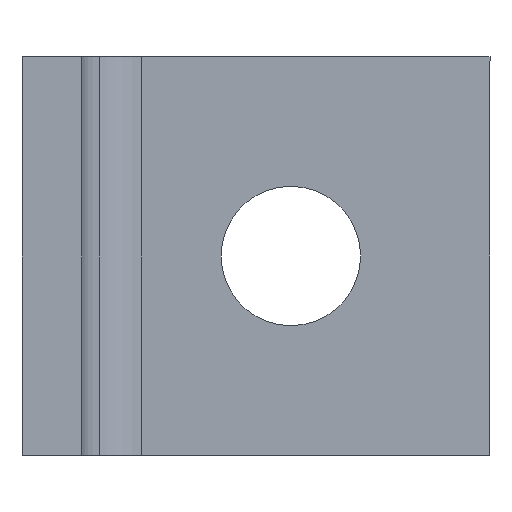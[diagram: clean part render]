
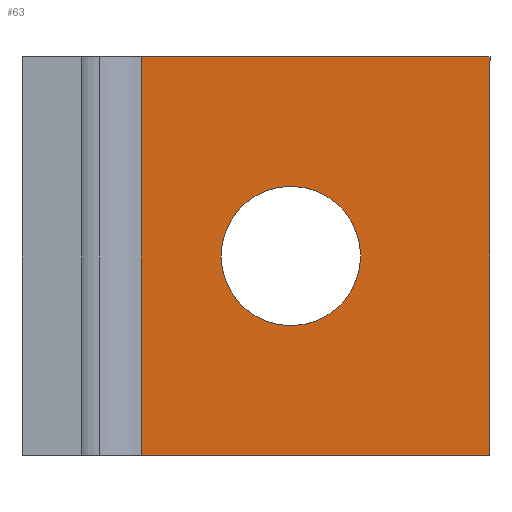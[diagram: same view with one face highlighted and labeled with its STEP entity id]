
A CAD part, front view. The second image highlights one B-rep face of the part: STEP entity #63.
In plain terms, the highlighted planar face has unit normal (0, -1, 0).
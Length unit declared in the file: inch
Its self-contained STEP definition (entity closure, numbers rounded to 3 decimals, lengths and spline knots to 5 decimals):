
#63=ADVANCED_FACE('',(#129,#130),#131,.T.);
#129=FACE_OUTER_BOUND('',#196,.T.);
#130=FACE_BOUND('',#197,.T.);
#131=PLANE('',#198);
#196=EDGE_LOOP('',(#306,#307,#308,#309));
#197=EDGE_LOOP('',(#310,#311));
#198=AXIS2_PLACEMENT_3D('',#312,#313,#314);
#306=ORIENTED_EDGE('',*,*,#408,.F.);
#307=ORIENTED_EDGE('',*,*,#440,.T.);
#308=ORIENTED_EDGE('',*,*,#441,.T.);
#309=ORIENTED_EDGE('',*,*,#442,.T.);
#310=ORIENTED_EDGE('',*,*,#434,.T.);
#311=ORIENTED_EDGE('',*,*,#397,.T.);
#312=CARTESIAN_POINT('',(1.85039,3.62205,-0.7874));
#313=DIRECTION('',(0.,-1.0,0.));
#314=DIRECTION('',(0.,0.,-1.0));
#397=EDGE_CURVE('',#466,#463,#467,.T.);
#408=EDGE_CURVE('',#484,#486,#487,.T.);
#434=EDGE_CURVE('',#463,#466,#527,.T.);
#440=EDGE_CURVE('',#484,#535,#536,.T.);
#441=EDGE_CURVE('',#535,#537,#538,.T.);
#442=EDGE_CURVE('',#537,#486,#539,.T.);
#463=VERTEX_POINT('',#562);
#466=VERTEX_POINT('',#566);
#467=CIRCLE('',#567,0.27559);
#484=VERTEX_POINT('',#588);
#486=VERTEX_POINT('',#590);
#487=LINE('',#591,#592);
#527=CIRCLE('',#643,0.27559);
#535=VERTEX_POINT('',#652);
#536=LINE('',#653,#654);
#537=VERTEX_POINT('',#655);
#538=LINE('',#656,#657);
#539=LINE('',#658,#659);
#562=CARTESIAN_POINT('',(1.33858,3.62205,-0.7874));
#566=CARTESIAN_POINT('',(0.7874,3.62205,-0.7874));
#567=AXIS2_PLACEMENT_3D('',#689,#690,#691);
#588=CARTESIAN_POINT('',(0.47244,3.62205,-1.5748));
#590=CARTESIAN_POINT('',(0.47244,3.62205,0.));
#591=CARTESIAN_POINT('',(0.47244,3.62205,-0.7874));
#592=VECTOR('',#708,0.03937);
#643=AXIS2_PLACEMENT_3D('',#744,#745,#746);
#652=CARTESIAN_POINT('',(1.85039,3.62205,-1.5748));
#653=CARTESIAN_POINT('',(1.06734,3.62205,-1.5748));
#654=VECTOR('',#754,0.03937);
#655=CARTESIAN_POINT('',(1.85039,3.62205,0.));
#656=CARTESIAN_POINT('',(1.85039,3.62205,-0.7874));
#657=VECTOR('',#755,0.03937);
#658=CARTESIAN_POINT('',(1.06734,3.62205,0.));
#659=VECTOR('',#756,0.03937);
#689=CARTESIAN_POINT('',(1.06299,3.62205,-0.7874));
#690=DIRECTION('',(0.,1.0,0.));
#691=DIRECTION('',(1.0,0.,0.));
#708=DIRECTION('',(0.,0.,1.0));
#744=CARTESIAN_POINT('',(1.06299,3.62205,-0.7874));
#745=DIRECTION('',(0.,1.0,0.));
#746=DIRECTION('',(1.0,0.,0.));
#754=DIRECTION('',(1.0,0.,0.));
#755=DIRECTION('',(0.,0.,1.0));
#756=DIRECTION('',(-1.0,0.,0.));
